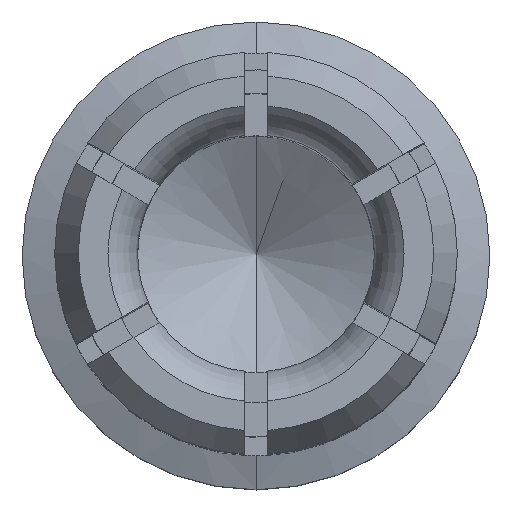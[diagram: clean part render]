
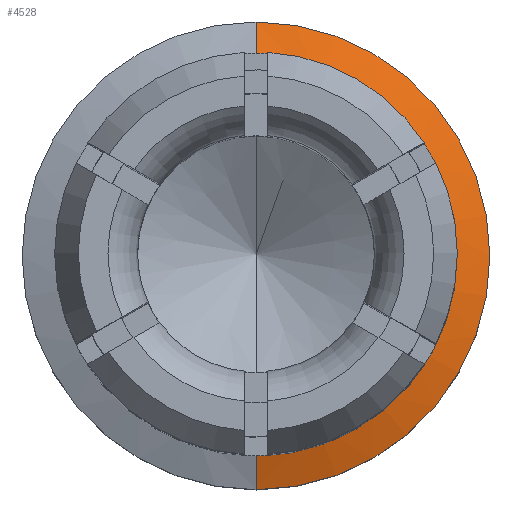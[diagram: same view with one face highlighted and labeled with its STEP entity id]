
A CAD part, top view. The second image highlights one B-rep face of the part: STEP entity #4528.
In plain terms, the highlighted conical face has half-angle 70 degrees and reference radius 3.05 mm.
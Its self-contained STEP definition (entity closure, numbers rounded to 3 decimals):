
#1663=CARTESIAN_POINT('',(0.,0.,-25.095));
#1664=DIRECTION('',(0.,0.,-1.));
#1665=DIRECTION('',(0.,1.,0.));
#1666=AXIS2_PLACEMENT_3D('',#1663,#1664,#1665);
#1683=CARTESIAN_POINT('',(0.,0.,-25.75));
#1684=DIRECTION('',(0.,0.,-1.));
#1685=DIRECTION('',(0.,1.,0.));
#1686=AXIS2_PLACEMENT_3D('',#1683,#1684,#1685);
#1688=DIRECTION('',(0.,-0.94,0.342));
#1689=VECTOR('',#1688,1.916);
#1690=CARTESIAN_POINT('',(0.,3.95,-25.75));
#1691=LINE('',#1690,#1689);
#1692=DIRECTION('',(0.,0.94,0.342));
#1693=VECTOR('',#1692,1.916);
#1694=CARTESIAN_POINT('',(0.,-3.95,-25.75));
#1695=LINE('',#1694,#1693);
#2224=CARTESIAN_POINT('',(0.,3.95,-25.75));
#2226=VERTEX_POINT('',#2224);
#2227=CARTESIAN_POINT('',(0.,2.15,-25.095));
#2229=VERTEX_POINT('',#2227);
#2236=CARTESIAN_POINT('',(0.,-3.95,-25.75));
#2238=VERTEX_POINT('',#2236);
#2515=CARTESIAN_POINT('',(0.,-2.15,-25.095));
#2516=VERTEX_POINT('',#2515);
#4514=CARTESIAN_POINT('',(0.,0.,-25.422));
#4515=DIRECTION('',(0.,0.,-1.));
#4516=DIRECTION('',(0.,-1.,0.));
#4517=AXIS2_PLACEMENT_3D('',#4514,#4515,#4516);
#4518=CONICAL_SURFACE('',#4517,3.05,70.);
#4520=ORIENTED_EDGE('',*,*,#4519,.F.);
#4522=ORIENTED_EDGE('',*,*,#4521,.T.);
#4524=ORIENTED_EDGE('',*,*,#4523,.T.);
#4525=ORIENTED_EDGE('',*,*,#4506,.F.);
#4526=EDGE_LOOP('',(#4520,#4522,#4524,#4525));
#4527=FACE_OUTER_BOUND('',#4526,.F.);
#1667=CIRCLE('',#1666,2.15);
#1687=CIRCLE('',#1686,3.95);
#4506=EDGE_CURVE('',#2229,#2516,#1667,.T.);
#4519=EDGE_CURVE('',#2226,#2229,#1691,.T.);
#4521=EDGE_CURVE('',#2226,#2238,#1687,.T.);
#4523=EDGE_CURVE('',#2238,#2516,#1695,.T.);
#4528=ADVANCED_FACE('',(#4527),#4518,.T.);
